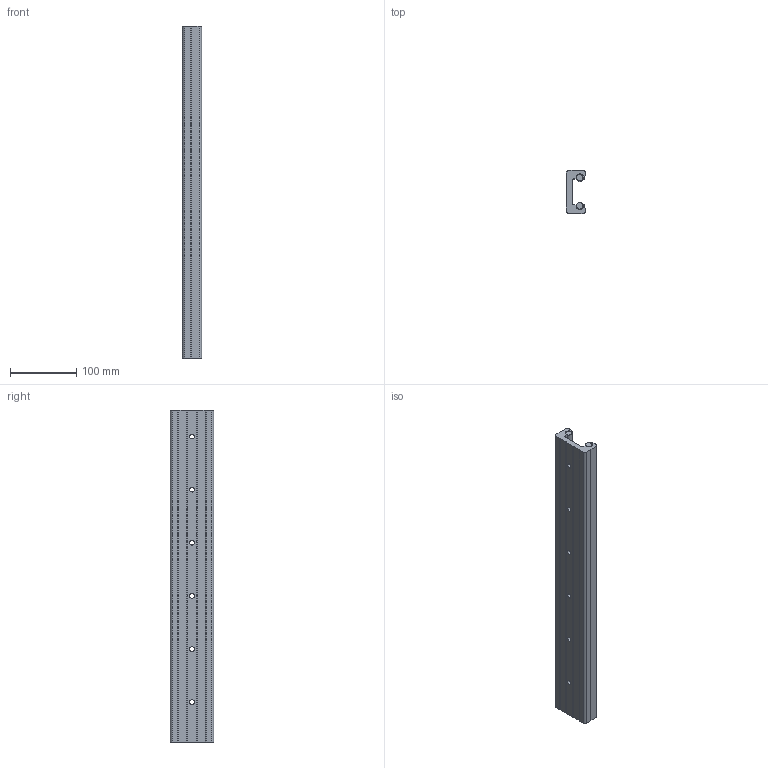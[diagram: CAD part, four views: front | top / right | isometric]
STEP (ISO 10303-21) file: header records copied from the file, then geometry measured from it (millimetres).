
FILE_DESCRIPTION (( 'STEP AP214' ), '1' );
FILE_NAME ('CRT_4BCE680440.step', '2021-10-12T13:17:26', ( '' ), ( '' ), 'SwSTEP 2.0', 'SolidWorks 2019', '' );
FILE_SCHEMA (( 'AUTOMOTIVE_DESIGN' ));
Length unit declared in the file: inch
Products named in the file (3): CRT_4BCE680440; s35m7rCxco_CADModel_0
Assembly tree (1 placements, depth 2):
  CRT_4BCE680440
    s35m7rCxco_CADModel_0
  s35m7rCxco_CADModel_0
Bounding box: 28.79 x 65 x 500 mm (x, y, z)
Volume: 537521.6 mm3; surface area: 157238.8 mm2
Topology: 3 solids, 3 shells, 154 faces, 426 edges, 284 vertices
Faces by surface type: cylinder 100, plane 54
Entity records: 7147 total; most frequent: DIRECTION 944, CARTESIAN_POINT 869, ORIENTED_EDGE 852, EDGE_CURVE 426, AXIS2_PLACEMENT_3D 359, VERTEX_POINT 284, VECTOR 226, LINE 226
